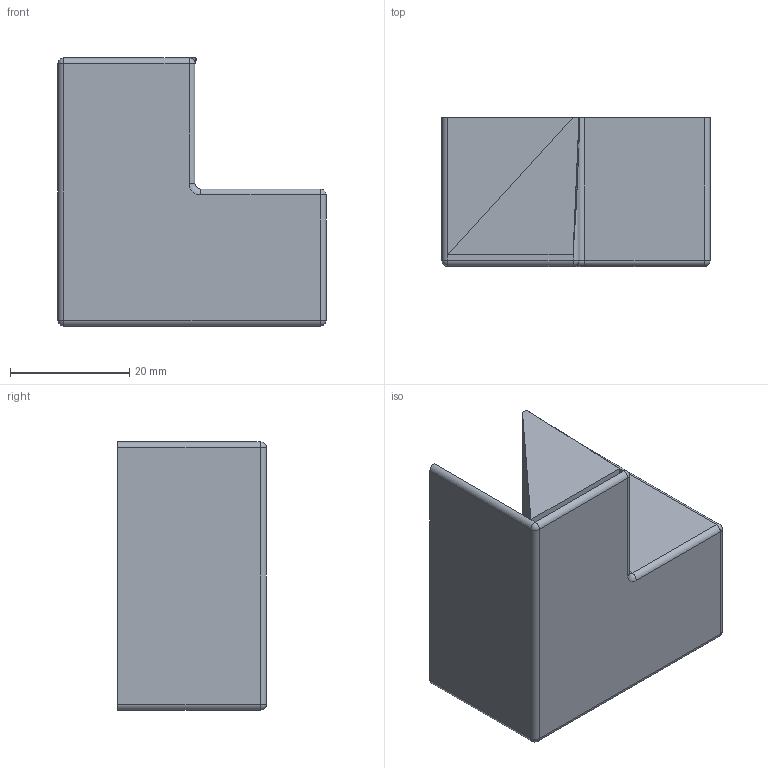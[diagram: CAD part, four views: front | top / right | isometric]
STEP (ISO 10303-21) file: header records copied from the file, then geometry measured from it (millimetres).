
FILE_DESCRIPTION(('FreeCAD Model'),'2;1');
FILE_NAME('Open CASCADE Shape Model','2026-01-04T17:22:46',(''),(''), 'Open CASCADE STEP processor 7.9','FreeCAD','Unknown');
FILE_SCHEMA(('AUTOMOTIVE_DESIGN { 1 0 10303 214 1 1 1 1 }'));
Length unit declared in the file: millimetre
Products named in the file (1): Body019
Bounding box: 45 x 25 x 45 mm (x, y, z)
Volume: 5862.9 mm3; surface area: 9523 mm2
Topology: 1 solids, 1 shells, 33 faces, 76 edges, 40 vertices
Faces by surface type: plane 14, cylinder 12, sphere 5, torus 1, bspline 1
Entity records: 984 total; most frequent: CARTESIAN_POINT 240, DIRECTION 159, ORIENTED_EDGE 142, EDGE_CURVE 71, AXIS2_PLACEMENT_3D 57, LINE 45, VECTOR 45, VERTEX_POINT 41
